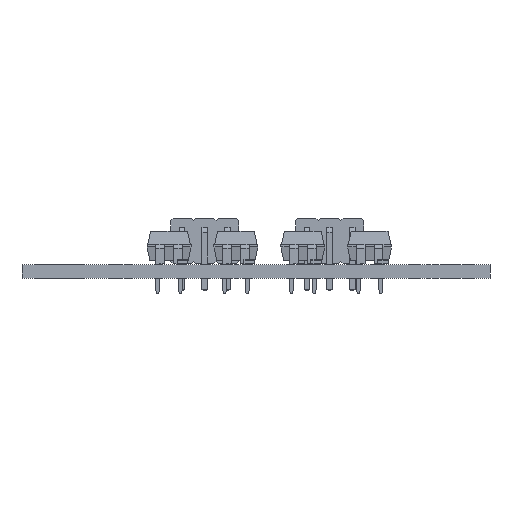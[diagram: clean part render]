
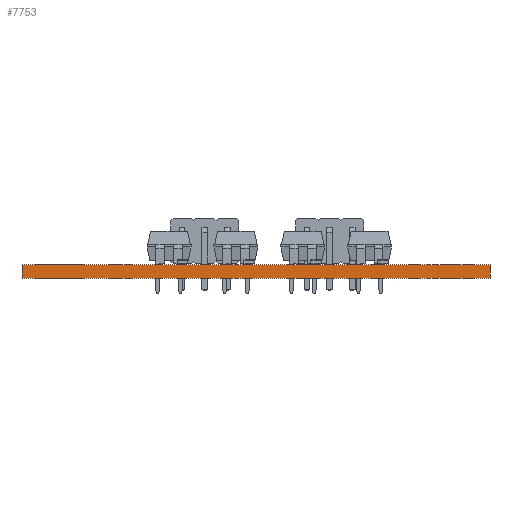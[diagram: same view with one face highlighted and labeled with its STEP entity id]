
A CAD part, front view. The second image highlights one B-rep face of the part: STEP entity #7753.
In plain terms, the highlighted planar face has unit normal (0, -1, 0).
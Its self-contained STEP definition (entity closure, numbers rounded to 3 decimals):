
#7753 = ADVANCED_FACE('',(#7754),#7788,.T.);
#7754 = FACE_BOUND('',#7755,.T.);
#7755 = EDGE_LOOP('',(#7756,#7766,#7774,#7782));
#7756 = ORIENTED_EDGE('',*,*,#7757,.T.);
#7757 = EDGE_CURVE('',#7758,#7760,#7762,.T.);
#7758 = VERTEX_POINT('',#7759);
#7759 = CARTESIAN_POINT('',(177.5,-100.5,0.));
#7760 = VERTEX_POINT('',#7761);
#7761 = CARTESIAN_POINT('',(177.5,-100.5,1.51));
#7762 = LINE('',#7763,#7764);
#7763 = CARTESIAN_POINT('',(177.5,-100.5,0.));
#7764 = VECTOR('',#7765,1.);
#7765 = DIRECTION('',(0.,0.,1.));
#7766 = ORIENTED_EDGE('',*,*,#7767,.T.);
#7767 = EDGE_CURVE('',#7760,#7768,#7770,.T.);
#7768 = VERTEX_POINT('',#7769);
#7769 = CARTESIAN_POINT('',(125.,-100.5,1.51));
#7770 = LINE('',#7771,#7772);
#7771 = CARTESIAN_POINT('',(177.5,-100.5,1.51));
#7772 = VECTOR('',#7773,1.);
#7773 = DIRECTION('',(-1.,0.,0.));
#7774 = ORIENTED_EDGE('',*,*,#7775,.F.);
#7775 = EDGE_CURVE('',#7776,#7768,#7778,.T.);
#7776 = VERTEX_POINT('',#7777);
#7777 = CARTESIAN_POINT('',(125.,-100.5,0.));
#7778 = LINE('',#7779,#7780);
#7779 = CARTESIAN_POINT('',(125.,-100.5,0.));
#7780 = VECTOR('',#7781,1.);
#7781 = DIRECTION('',(0.,0.,1.));
#7782 = ORIENTED_EDGE('',*,*,#7783,.F.);
#7783 = EDGE_CURVE('',#7758,#7776,#7784,.T.);
#7784 = LINE('',#7785,#7786);
#7785 = CARTESIAN_POINT('',(177.5,-100.5,0.));
#7786 = VECTOR('',#7787,1.);
#7787 = DIRECTION('',(-1.,0.,0.));
#7788 = PLANE('',#7789);
#7789 = AXIS2_PLACEMENT_3D('',#7790,#7791,#7792);
#7790 = CARTESIAN_POINT('',(177.5,-100.5,0.));
#7791 = DIRECTION('',(0.,-1.,0.));
#7792 = DIRECTION('',(-1.,0.,0.));
